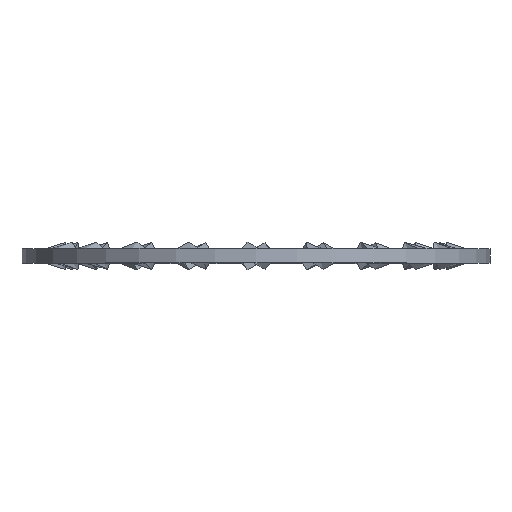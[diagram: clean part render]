
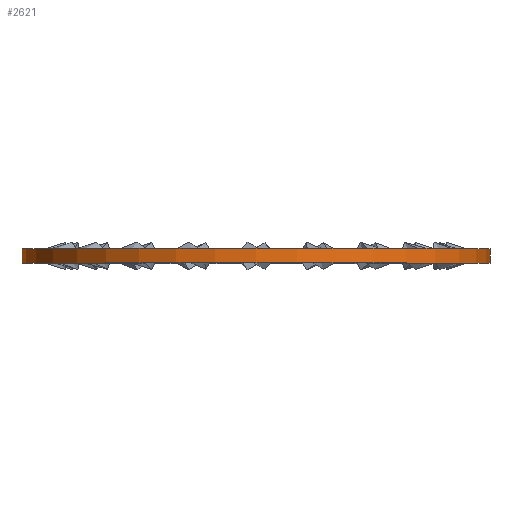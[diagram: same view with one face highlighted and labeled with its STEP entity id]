
A CAD part, top view. The second image highlights one B-rep face of the part: STEP entity #2621.
In plain terms, the highlighted cylindrical face has radius 8 mm (diameter 16 mm), a partial arc.
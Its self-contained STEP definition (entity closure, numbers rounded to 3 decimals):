
#6=CARTESIAN_POINT('',(0.,0.,0.));
#7=DIRECTION('',(0.,1.,0.));
#8=DIRECTION('',(-1.,0.,0.));
#9=AXIS2_PLACEMENT_3D('',#6,#7,#8);
#316=DIRECTION('',(0.,1.,0.));
#317=VECTOR('',#316,0.5);
#318=CARTESIAN_POINT('',(8.,0.,0.));
#319=LINE('',#318,#317);
#320=DIRECTION('',(0.,1.,0.));
#321=VECTOR('',#320,0.5);
#322=CARTESIAN_POINT('',(-8.,0.,0.));
#323=LINE('',#322,#321);
#329=CARTESIAN_POINT('',(0.,0.5,0.));
#330=DIRECTION('',(0.,1.,0.));
#331=DIRECTION('',(-1.,0.,0.));
#332=AXIS2_PLACEMENT_3D('',#329,#330,#331);
#1891=CARTESIAN_POINT('',(8.,0.,0.));
#1892=CARTESIAN_POINT('',(-8.,0.,0.));
#1893=VERTEX_POINT('',#1891);
#1894=VERTEX_POINT('',#1892);
#1895=CARTESIAN_POINT('',(8.,0.5,0.));
#1896=CARTESIAN_POINT('',(-8.,0.5,0.));
#1897=VERTEX_POINT('',#1895);
#1898=VERTEX_POINT('',#1896);
#2609=CARTESIAN_POINT('',(0.,0.,0.));
#2610=DIRECTION('',(0.,1.,0.));
#2611=DIRECTION('',(1.,0.,0.));
#2612=AXIS2_PLACEMENT_3D('',#2609,#2610,#2611);
#2613=CYLINDRICAL_SURFACE('',#2612,8.);
#2614=ORIENTED_EDGE('',*,*,#2427,.F.);
#2615=ORIENTED_EDGE('',*,*,#2604,.T.);
#2617=ORIENTED_EDGE('',*,*,#2616,.T.);
#2618=ORIENTED_EDGE('',*,*,#2600,.F.);
#2619=EDGE_LOOP('',(#2614,#2615,#2617,#2618));
#2620=FACE_OUTER_BOUND('',#2619,.F.);
#10=CIRCLE('',#9,8.);
#333=CIRCLE('',#332,8.);
#2427=EDGE_CURVE('',#1894,#1893,#10,.T.);
#2600=EDGE_CURVE('',#1893,#1897,#319,.T.);
#2604=EDGE_CURVE('',#1894,#1898,#323,.T.);
#2616=EDGE_CURVE('',#1898,#1897,#333,.T.);
#2621=ADVANCED_FACE('',(#2620),#2613,.T.);
